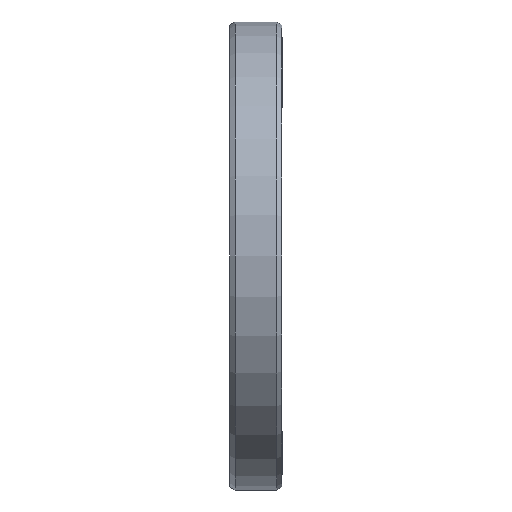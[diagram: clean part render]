
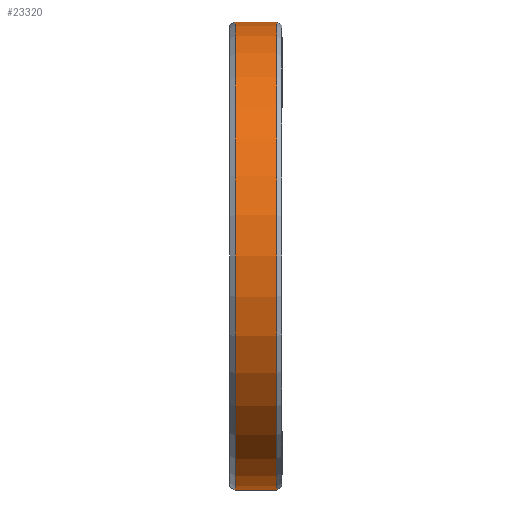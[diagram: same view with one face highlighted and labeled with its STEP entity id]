
A CAD part, left-side view. The second image highlights one B-rep face of the part: STEP entity #23320.
In plain terms, the highlighted cylindrical face has radius 45 mm (diameter 90 mm), a partial arc.
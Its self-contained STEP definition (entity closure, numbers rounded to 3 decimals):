
#22630=DIRECTION('',(0.,1.,0.));
#22631=VECTOR('',#22630,8.);
#22632=CARTESIAN_POINT('',(0.,-4.,-45.));
#22633=LINE('',#22632,#22631);
#22637=DIRECTION('',(0.,1.,0.));
#22638=VECTOR('',#22637,8.);
#22639=CARTESIAN_POINT('',(0.,-4.,45.));
#22640=LINE('',#22639,#22638);
#22644=CARTESIAN_POINT('',(0.,-4.,0.));
#22645=DIRECTION('',(0.,1.,0.));
#22646=DIRECTION('',(0.,0.,-1.));
#22647=AXIS2_PLACEMENT_3D('',#22644,#22645,#22646);
#22682=CARTESIAN_POINT('',(0.,4.,0.));
#22683=DIRECTION('',(0.,1.,0.));
#22684=DIRECTION('',(0.,0.,-1.));
#22685=AXIS2_PLACEMENT_3D('',#22682,#22683,#22684);
#22715=CARTESIAN_POINT('',(0.,-4.,-45.));
#22717=VERTEX_POINT('',#22715);
#22718=CARTESIAN_POINT('',(0.,4.,-45.));
#22719=VERTEX_POINT('',#22718);
#22747=CARTESIAN_POINT('',(0.,-4.,45.));
#22749=VERTEX_POINT('',#22747);
#22750=CARTESIAN_POINT('',(0.,4.,45.));
#22751=VERTEX_POINT('',#22750);
#23306=CARTESIAN_POINT('',(0.,47.363,0.));
#23307=DIRECTION('',(0.,-1.,0.));
#23308=DIRECTION('',(0.,0.,1.));
#23309=AXIS2_PLACEMENT_3D('',#23306,#23307,#23308);
#23310=CYLINDRICAL_SURFACE('',#23309,45.);
#23312=ORIENTED_EDGE('',*,*,#23311,.T.);
#23314=ORIENTED_EDGE('',*,*,#23313,.T.);
#23316=ORIENTED_EDGE('',*,*,#23315,.F.);
#23317=ORIENTED_EDGE('',*,*,#23292,.F.);
#23318=EDGE_LOOP('',(#23312,#23314,#23316,#23317));
#23319=FACE_OUTER_BOUND('',#23318,.F.);
#22648=CIRCLE('',#22647,45.);
#22686=CIRCLE('',#22685,45.);
#23292=EDGE_CURVE('',#22717,#22749,#22648,.T.);
#23311=EDGE_CURVE('',#22717,#22719,#22633,.T.);
#23313=EDGE_CURVE('',#22719,#22751,#22686,.T.);
#23315=EDGE_CURVE('',#22749,#22751,#22640,.T.);
#23320=ADVANCED_FACE('',(#23319),#23310,.T.);
